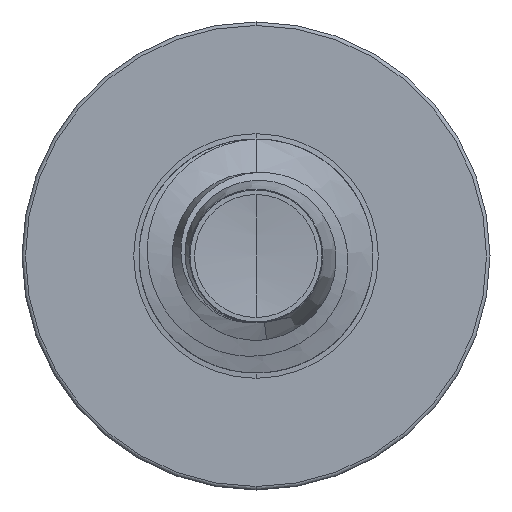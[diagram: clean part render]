
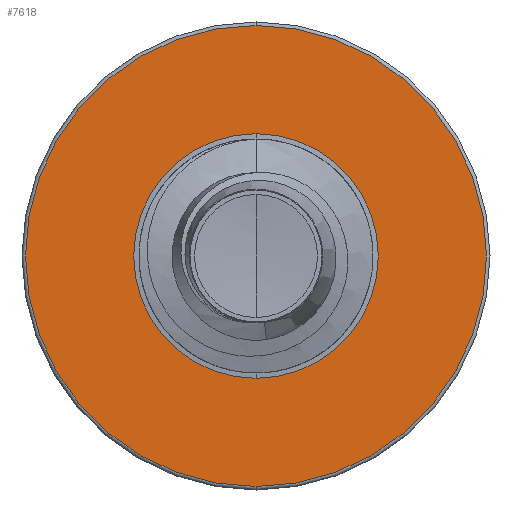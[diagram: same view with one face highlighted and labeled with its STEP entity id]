
A CAD part, front view. The second image highlights one B-rep face of the part: STEP entity #7618.
In plain terms, the highlighted planar face has unit normal (0, -1, 0).
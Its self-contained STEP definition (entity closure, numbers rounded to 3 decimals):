
#121 = EDGE_LOOP ( 'NONE', ( #2311, #17213 ) ) ;
#918 = VERTEX_POINT ( 'NONE', #16933 ) ;
#1450 = VERTEX_POINT ( 'NONE', #17070 ) ;
#2012 = VERTEX_POINT ( 'NONE', #15602 ) ;
#2311 = ORIENTED_EDGE ( 'NONE', *, *, #14047, .T. ) ;
#2598 = EDGE_LOOP ( 'NONE', ( #10078, #6337 ) ) ;
#5103 = AXIS2_PLACEMENT_3D ( 'NONE', #10677, #10670, #10606 ) ;
#5225 = AXIS2_PLACEMENT_3D ( 'NONE', #10828, #10762, #10743 ) ;
#5349 = CIRCLE ( 'NONE', #6501, 1.15 ) ;
#6337 = ORIENTED_EDGE ( 'NONE', *, *, #14070, .F. ) ;
#6468 = AXIS2_PLACEMENT_3D ( 'NONE', #16498, #16461, #16457 ) ;
#6501 = AXIS2_PLACEMENT_3D ( 'NONE', #16613, #16600, #16586 ) ;
#7618 = ADVANCED_FACE ( 'NONE', ( #14273, #10618 ), #16668, .F. ) ;
#9645 = CIRCLE ( 'NONE', #6468, 2.167 ) ;
#10078 = ORIENTED_EDGE ( 'NONE', *, *, #15073, .F. ) ;
#10590 = AXIS2_PLACEMENT_3D ( 'NONE', #16703, #16544, #16559 ) ;
#10606 = DIRECTION ( 'NONE',  ( 0., 0., 1. ) ) ;
#10618 = FACE_BOUND ( 'NONE', #121, .T. ) ;
#10670 = DIRECTION ( 'NONE',  ( 0., 1., 0. ) ) ;
#10677 = CARTESIAN_POINT ( 'NONE',  ( 0., 9., 0. ) ) ;
#10743 = DIRECTION ( 'NONE',  ( 0., 0., 1. ) ) ;
#10762 = DIRECTION ( 'NONE',  ( 0., 1., 0. ) ) ;
#10828 = CARTESIAN_POINT ( 'NONE',  ( 0., 9., 0. ) ) ;
#13594 = CARTESIAN_POINT ( 'NONE',  ( 0., 9., -1.15 ) ) ;
#14047 = EDGE_CURVE ( 'NONE', #918, #14858, #5349, .T. ) ;
#14070 = EDGE_CURVE ( 'NONE', #1450, #2012, #9645, .T. ) ;
#14260 = CIRCLE ( 'NONE', #5225, 1.15 ) ;
#14273 = FACE_OUTER_BOUND ( 'NONE', #2598, .T. ) ;
#14858 = VERTEX_POINT ( 'NONE', #13594 ) ;
#15071 = EDGE_CURVE ( 'NONE', #14858, #918, #14260, .T. ) ;
#15073 = EDGE_CURVE ( 'NONE', #2012, #1450, #16962, .T. ) ;
#15602 = CARTESIAN_POINT ( 'NONE',  ( 0., 9., 2.167 ) ) ;
#16457 = DIRECTION ( 'NONE',  ( 0., 0., 1. ) ) ;
#16461 = DIRECTION ( 'NONE',  ( 0., 1., 0. ) ) ;
#16498 = CARTESIAN_POINT ( 'NONE',  ( 0., 9., 0. ) ) ;
#16544 = DIRECTION ( 'NONE',  ( 0., 1., 0. ) ) ;
#16559 = DIRECTION ( 'NONE',  ( 0., 0., 1. ) ) ;
#16586 = DIRECTION ( 'NONE',  ( 0., 0., 1. ) ) ;
#16600 = DIRECTION ( 'NONE',  ( 0., 1., 0. ) ) ;
#16613 = CARTESIAN_POINT ( 'NONE',  ( 0., 9., 0. ) ) ;
#16668 = PLANE ( 'NONE',  #10590 ) ;
#16703 = CARTESIAN_POINT ( 'NONE',  ( 0., 9., -1.15 ) ) ;
#16933 = CARTESIAN_POINT ( 'NONE',  ( 0., 9., 1.15 ) ) ;
#16962 = CIRCLE ( 'NONE', #5103, 2.167 ) ;
#17070 = CARTESIAN_POINT ( 'NONE',  ( 0., 9., -2.167 ) ) ;
#17213 = ORIENTED_EDGE ( 'NONE', *, *, #15071, .T. ) ;
